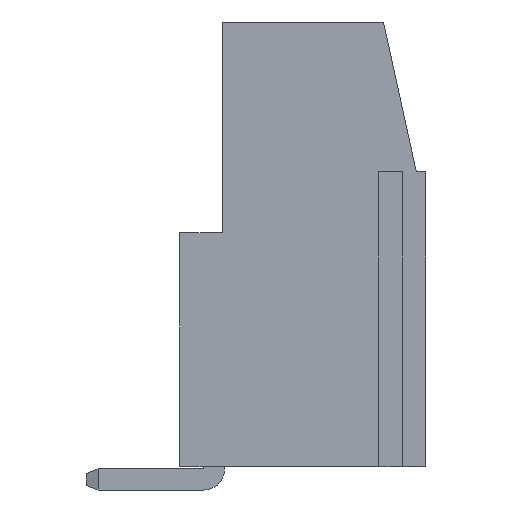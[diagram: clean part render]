
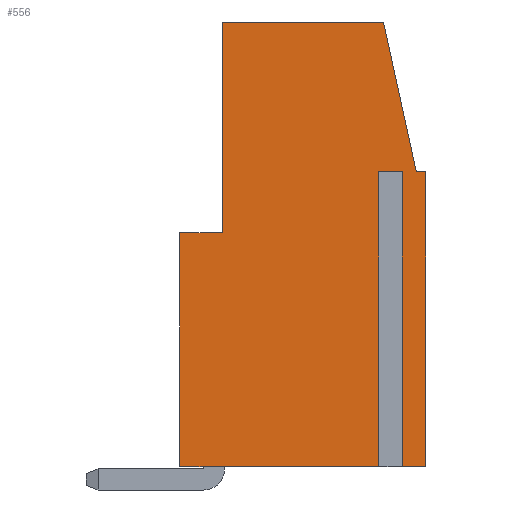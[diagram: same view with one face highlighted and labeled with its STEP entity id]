
A CAD part, left-side view. The second image highlights one B-rep face of the part: STEP entity #556.
In plain terms, the highlighted planar face has unit normal (-1, 0, 0).
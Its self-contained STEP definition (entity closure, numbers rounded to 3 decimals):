
#556 = ADVANCED_FACE( '', ( #1093 ), #1094, .T. );
#1093 = FACE_OUTER_BOUND( '', #1634, .T. );
#1094 = PLANE( '', #1635 );
#1634 = EDGE_LOOP( '', ( #2939, #2940, #2941, #2942, #2943, #2944, #2945, #2946, #2947, #2948, #2949, #2950 ) );
#1635 = AXIS2_PLACEMENT_3D( '', #2951, #2952, #2953 );
#2939 = ORIENTED_EDGE( '', *, *, #3857, .T. );
#2940 = ORIENTED_EDGE( '', *, *, #3571, .T. );
#2941 = ORIENTED_EDGE( '', *, *, #3541, .T. );
#2942 = ORIENTED_EDGE( '', *, *, #3648, .T. );
#2943 = ORIENTED_EDGE( '', *, *, #3858, .T. );
#2944 = ORIENTED_EDGE( '', *, *, #3859, .T. );
#2945 = ORIENTED_EDGE( '', *, *, #3806, .T. );
#2946 = ORIENTED_EDGE( '', *, *, #3704, .F. );
#2947 = ORIENTED_EDGE( '', *, *, #3860, .T. );
#2948 = ORIENTED_EDGE( '', *, *, #3861, .T. );
#2949 = ORIENTED_EDGE( '', *, *, #3472, .T. );
#2950 = ORIENTED_EDGE( '', *, *, #3862, .T. );
#2951 = CARTESIAN_POINT( '', ( -5., 0., 0. ) );
#2952 = DIRECTION( '', ( -1., 0., 0. ) );
#2953 = DIRECTION( '', ( 0., 0., 1. ) );
#3472 = EDGE_CURVE( '', #4205, #4206, #4207, .T. );
#3541 = EDGE_CURVE( '', #4312, #4316, #4318, .T. );
#3571 = EDGE_CURVE( '', #4362, #4312, #4363, .T. );
#3648 = EDGE_CURVE( '', #4316, #4481, #4483, .T. );
#3704 = EDGE_CURVE( '', #4557, #4559, #4560, .T. );
#3806 = EDGE_CURVE( '', #4691, #4559, #4692, .T. );
#3857 = EDGE_CURVE( '', #4757, #4362, #4758, .T. );
#3858 = EDGE_CURVE( '', #4481, #4759, #4760, .T. );
#3859 = EDGE_CURVE( '', #4759, #4691, #4761, .T. );
#3860 = EDGE_CURVE( '', #4557, #4762, #4763, .T. );
#3861 = EDGE_CURVE( '', #4762, #4205, #4764, .T. );
#3862 = EDGE_CURVE( '', #4206, #4757, #4765, .T. );
#4205 = VERTEX_POINT( '', #5221 );
#4206 = VERTEX_POINT( '', #5222 );
#4207 = LINE( '', #5223, #5224 );
#4312 = VERTEX_POINT( '', #5381 );
#4316 = VERTEX_POINT( '', #5387 );
#4318 = LINE( '', #5390, #5391 );
#4362 = VERTEX_POINT( '', #5454 );
#4363 = LINE( '', #5455, #5456 );
#4481 = VERTEX_POINT( '', #5626 );
#4483 = LINE( '', #5629, #5630 );
#4557 = VERTEX_POINT( '', #5741 );
#4559 = VERTEX_POINT( '', #5744 );
#4560 = LINE( '', #5745, #5746 );
#4691 = VERTEX_POINT( '', #5939 );
#4692 = LINE( '', #5940, #5941 );
#4757 = VERTEX_POINT( '', #6038 );
#4758 = LINE( '', #6039, #6040 );
#4759 = VERTEX_POINT( '', #6041 );
#4760 = LINE( '', #6042, #6043 );
#4761 = LINE( '', #6044, #6045 );
#4762 = VERTEX_POINT( '', #6046 );
#4763 = LINE( '', #6047, #6048 );
#4764 = LINE( '', #6049, #6050 );
#4765 = LINE( '', #6051, #6052 );
#5221 = CARTESIAN_POINT( '', ( -5., -5., 7.6 ) );
#5222 = CARTESIAN_POINT( '', ( -5., -4.6, 7.6 ) );
#5223 = CARTESIAN_POINT( '', ( -5., -4.6, 7.6 ) );
#5224 = VECTOR( '', #6304, 1000. );
#5381 = CARTESIAN_POINT( '', ( -5., 3.7, 5. ) );
#5387 = CARTESIAN_POINT( '', ( -5., 5.5, 5. ) );
#5390 = CARTESIAN_POINT( '', ( -5., 5.5, 5. ) );
#5391 = VECTOR( '', #6363, 1000. );
#5454 = CARTESIAN_POINT( '', ( -5., 3.7, 14. ) );
#5455 = CARTESIAN_POINT( '', ( -5., 3.7, 5. ) );
#5456 = VECTOR( '', #6392, 1000. );
#5626 = CARTESIAN_POINT( '', ( -5., 5.5, -5. ) );
#5629 = CARTESIAN_POINT( '', ( -5., 5.5, 5. ) );
#5630 = VECTOR( '', #6467, 1000. );
#5741 = CARTESIAN_POINT( '', ( -5., -3.8, -5. ) );
#5744 = CARTESIAN_POINT( '', ( -5., -3.8, 7.6 ) );
#5745 = CARTESIAN_POINT( '', ( -5., -3.8, -30.2 ) );
#5746 = VECTOR( '', #6509, 1000. );
#5939 = CARTESIAN_POINT( '', ( -5., -3.2, 7.6 ) );
#5940 = CARTESIAN_POINT( '', ( -5., -3.8, 7.6 ) );
#5941 = VECTOR( '', #6596, 1000. );
#6038 = CARTESIAN_POINT( '', ( -5., -3.2, 14. ) );
#6039 = CARTESIAN_POINT( '', ( -5., -3.2, 14. ) );
#6040 = VECTOR( '', #6629, 1000. );
#6041 = CARTESIAN_POINT( '', ( -5., -3.2, -5. ) );
#6042 = CARTESIAN_POINT( '', ( -5., 5.5, -5. ) );
#6043 = VECTOR( '', #6630, 1000. );
#6044 = CARTESIAN_POINT( '', ( -5., -3.2, -30.2 ) );
#6045 = VECTOR( '', #6631, 1000. );
#6046 = CARTESIAN_POINT( '', ( -5., -5., -5. ) );
#6047 = CARTESIAN_POINT( '', ( -5., 5.5, -5. ) );
#6048 = VECTOR( '', #6632, 1000. );
#6049 = CARTESIAN_POINT( '', ( -5., -5., -5. ) );
#6050 = VECTOR( '', #6633, 1000. );
#6051 = CARTESIAN_POINT( '', ( -5., -3.2, 14. ) );
#6052 = VECTOR( '', #6634, 1000. );
#6304 = DIRECTION( '', ( 0., 1., 0. ) );
#6363 = DIRECTION( '', ( 0., 1., 0. ) );
#6392 = DIRECTION( '', ( 0., 0., -1. ) );
#6467 = DIRECTION( '', ( 0., 0., -1. ) );
#6509 = DIRECTION( '', ( 0., 0., 1. ) );
#6596 = DIRECTION( '', ( 0., -1., 0. ) );
#6629 = DIRECTION( '', ( 0., 1., 0. ) );
#6630 = DIRECTION( '', ( 0., -1., 0. ) );
#6631 = DIRECTION( '', ( 0., 0., 1. ) );
#6632 = DIRECTION( '', ( 0., -1., 0. ) );
#6633 = DIRECTION( '', ( 0., 0., 1. ) );
#6634 = DIRECTION( '', ( 0., 0.214, 0.977 ) );
